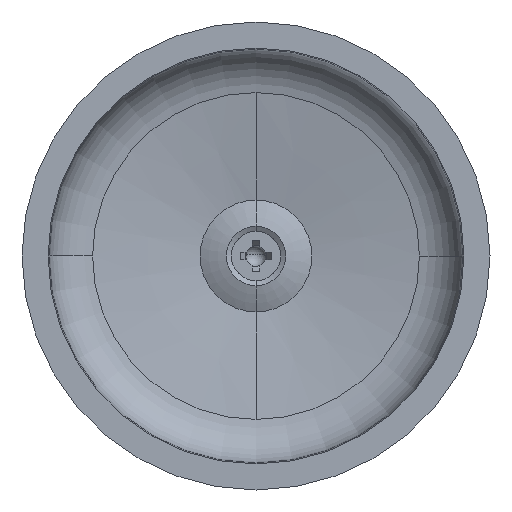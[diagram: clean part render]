
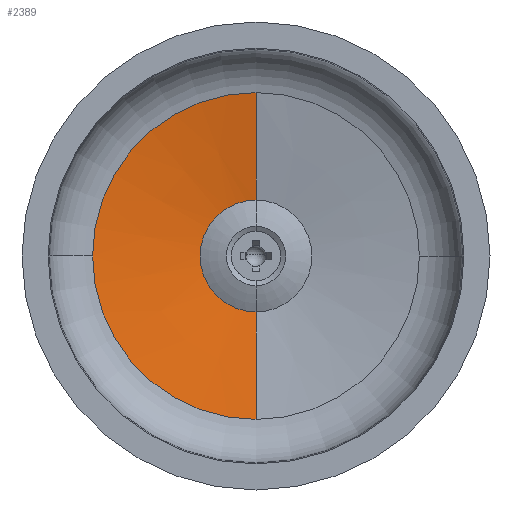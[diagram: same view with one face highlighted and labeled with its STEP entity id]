
A CAD part, front view. The second image highlights one B-rep face of the part: STEP entity #2389.
In plain terms, the highlighted conical face has half-angle 80.814 degrees and reference radius 31.43 mm.
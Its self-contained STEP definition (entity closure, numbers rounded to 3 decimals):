
#96 = CARTESIAN_POINT ( 'NONE',  ( 0., 15.218, 10.75 ) ) ;
#326 = VECTOR ( 'NONE', #1282, 1000. ) ;
#367 = CARTESIAN_POINT ( 'NONE',  ( 0., 11.874, -31.43 ) ) ;
#476 = CARTESIAN_POINT ( 'NONE',  ( 0., 11.874, -31.43 ) ) ;
#484 = AXIS2_PLACEMENT_3D ( 'NONE', #2292, #677, #2480 ) ;
#523 = EDGE_CURVE ( 'NONE', #2089, #1044, #1447, .T. ) ;
#610 = DIRECTION ( 'NONE',  ( 0., -1., 0. ) ) ;
#677 = DIRECTION ( 'NONE',  ( 0., -1., 0. ) ) ;
#683 = ORIENTED_EDGE ( 'NONE', *, *, #1257, .F. ) ;
#737 = ORIENTED_EDGE ( 'NONE', *, *, #1389, .T. ) ;
#781 = LINE ( 'NONE', #2299, #326 ) ;
#799 = VERTEX_POINT ( 'NONE', #2566 ) ;
#849 = CIRCLE ( 'NONE', #1385, 31.43 ) ;
#958 = VERTEX_POINT ( 'NONE', #367 ) ;
#968 = EDGE_LOOP ( 'NONE', ( #1050, #737, #2284, #1793, #683 ) ) ;
#994 = AXIS2_PLACEMENT_3D ( 'NONE', #1710, #1504, #1064 ) ;
#1044 = VERTEX_POINT ( 'NONE', #2056 ) ;
#1050 = ORIENTED_EDGE ( 'NONE', *, *, #523, .F. ) ;
#1064 = DIRECTION ( 'NONE',  ( 0., 0., -1. ) ) ;
#1112 = EDGE_CURVE ( 'NONE', #799, #958, #849, .T. ) ;
#1257 = EDGE_CURVE ( 'NONE', #1044, #958, #2021, .T. ) ;
#1265 = VERTEX_POINT ( 'NONE', #1903 ) ;
#1282 = DIRECTION ( 'NONE',  ( 0., -0.16, 0.987 ) ) ;
#1385 = AXIS2_PLACEMENT_3D ( 'NONE', #1841, #610, #1430 ) ;
#1389 = EDGE_CURVE ( 'NONE', #2089, #1265, #781, .T. ) ;
#1421 = DIRECTION ( 'NONE',  ( 1., 0., 0. ) ) ;
#1430 = DIRECTION ( 'NONE',  ( 1., 0., 0. ) ) ;
#1447 = CIRCLE ( 'NONE', #484, 10.75 ) ;
#1496 = AXIS2_PLACEMENT_3D ( 'NONE', #2450, #2425, #1421 ) ;
#1504 = DIRECTION ( 'NONE',  ( 0., -1., 0. ) ) ;
#1710 = CARTESIAN_POINT ( 'NONE',  ( 0., 11.874, 0. ) ) ;
#1742 = VECTOR ( 'NONE', #1911, 1000. ) ;
#1793 = ORIENTED_EDGE ( 'NONE', *, *, #1112, .T. ) ;
#1841 = CARTESIAN_POINT ( 'NONE',  ( 0., 11.874, 0. ) ) ;
#1845 = EDGE_CURVE ( 'NONE', #1265, #799, #2331, .T. ) ;
#1856 = FACE_OUTER_BOUND ( 'NONE', #968, .T. ) ;
#1903 = CARTESIAN_POINT ( 'NONE',  ( 0., 11.874, 31.43 ) ) ;
#1911 = DIRECTION ( 'NONE',  ( 0., -0.16, -0.987 ) ) ;
#2021 = LINE ( 'NONE', #476, #1742 ) ;
#2056 = CARTESIAN_POINT ( 'NONE',  ( 0., 15.218, -10.75 ) ) ;
#2089 = VERTEX_POINT ( 'NONE', #96 ) ;
#2284 = ORIENTED_EDGE ( 'NONE', *, *, #1845, .T. ) ;
#2292 = CARTESIAN_POINT ( 'NONE',  ( 0., 15.218, 0. ) ) ;
#2299 = CARTESIAN_POINT ( 'NONE',  ( 0., 11.874, 31.43 ) ) ;
#2331 = CIRCLE ( 'NONE', #1496, 31.43 ) ;
#2389 = ADVANCED_FACE ( 'NONE', ( #1856 ), #2537, .F. ) ;
#2425 = DIRECTION ( 'NONE',  ( 0., -1., 0. ) ) ;
#2450 = CARTESIAN_POINT ( 'NONE',  ( 0., 11.874, 0. ) ) ;
#2480 = DIRECTION ( 'NONE',  ( 0., 0., -1. ) ) ;
#2537 = CONICAL_SURFACE ( 'NONE', #994, 31.43, 1.41 ) ;
#2566 = CARTESIAN_POINT ( 'NONE',  ( -31.43, 11.874, 0. ) ) ;
